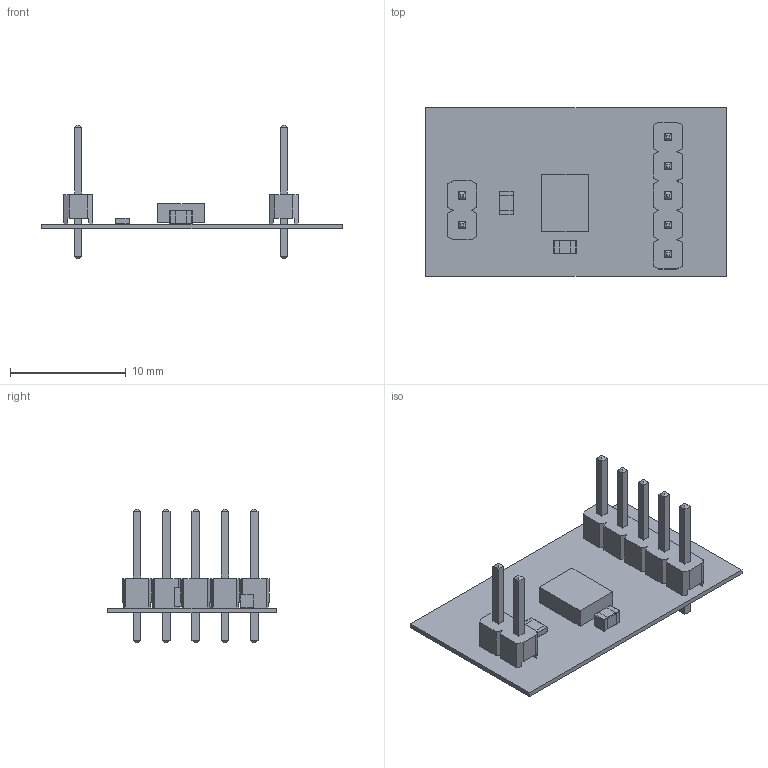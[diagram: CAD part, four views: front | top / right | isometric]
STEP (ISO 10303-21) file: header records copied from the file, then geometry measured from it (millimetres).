
FILE_DESCRIPTION(('Open CASCADE Model'),'2;1');
FILE_NAME('Open CASCADE Shape Model','2020-11-13T18:02:05',('Author'),( 'Open CASCADE'),'Open CASCADE STEP processor 6.8','Open CASCADE 6.8' ,'Unknown');
FILE_SCHEMA(('AUTOMOTIVE_DESIGN { 1 0 10303 214 1 1 1 1 }'));
Length unit declared in the file: millimetre
Products named in the file (27): PCB; Board; Open CASCADE STEP translator 6.8 11.1.1; R1; 5923934256; Mid_Body; Terminal; Open_CASCADE_STEP_translator_6.8_19.2.1; Mark; C1; 5943900208; Open_CASCADE_STEP_translator_6.8_4.1.1; Open_CASCADE_STEP_translator_6.8_4.1.2; Open_CASCADE_STEP_translator_6.8_4.2.1; U1; 6241825744; Extruded; P2; 61300211121_Download_STP_61300211121_rev1; 6130xx11121_PIN; 61300211121; P1; 61300511121_Download_STP_61300511121_rev1; 61300511121
Assembly tree (32 placements, depth 5):
  PCB
    Board
      Open CASCADE STEP translator 6.8 11.1.1
    R1
      5923934256
        Mid_Body
        Terminal  x2
          Open_CASCADE_STEP_translator_6.8_19.2.1
        Mark
    C1
      5943900208
        Terminal
          Open_CASCADE_STEP_translator_6.8_4.1.1
          Open_CASCADE_STEP_translator_6.8_4.1.2
        Mid_Body
          Open_CASCADE_STEP_translator_6.8_4.2.1
    U1
      6241825744
        Extruded
    P2
      61300211121_Download_STP_61300211121_rev1
        6130xx11121_PIN  x2
        61300211121
    P1
      61300511121_Download_STP_61300511121_rev1
        6130xx11121_PIN  x5
        61300511121
Bounding box: 26.04 x 14.61 x 11.54 mm (x, y, z)
Volume: 314.4 mm3; surface area: 1362.4 mm2
Topology: 18 solids, 18 shells, 294 faces, 702 edges, 436 vertices
Faces by surface type: plane 266, cylinder 20, sphere 8
Entity records: 7756 total; most frequent: CARTESIAN_POINT 1117, DIRECTION 1064, ORIENTED_EDGE 1060, EDGE_CURVE 530, LINE 490, VECTOR 490, VERTEX_POINT 340, AXIS2_PLACEMENT_3D 287
